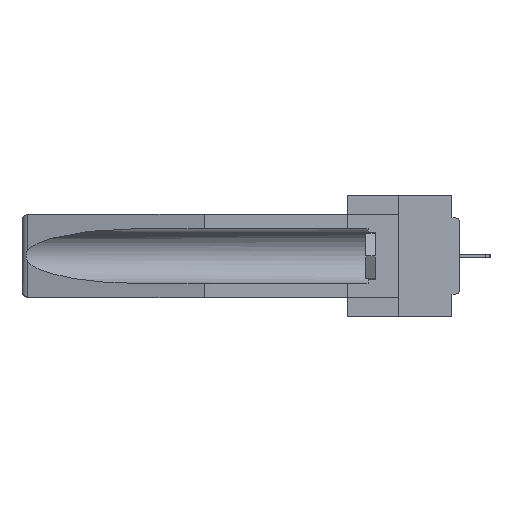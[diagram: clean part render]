
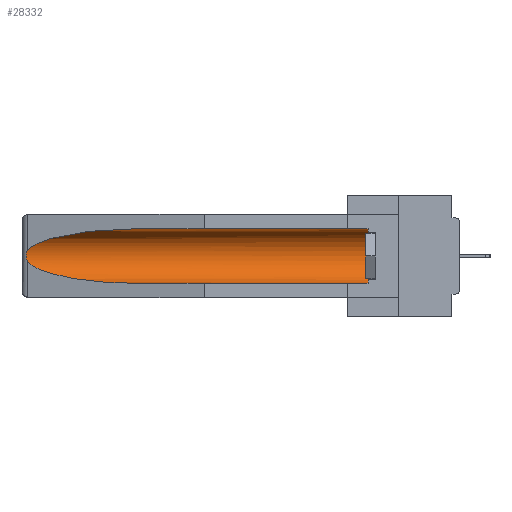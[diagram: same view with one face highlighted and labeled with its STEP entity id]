
A CAD part, left-side view. The second image highlights one B-rep face of the part: STEP entity #28332.
In plain terms, the highlighted cylindrical face has radius 2.857 mm (diameter 5.715 mm), a partial arc.
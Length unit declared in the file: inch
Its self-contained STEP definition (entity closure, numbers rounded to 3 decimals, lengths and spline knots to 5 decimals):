
#732 = CIRCLE ( 'NONE', #28675, 0.1125 ) ;
#1262 = EDGE_CURVE ( 'NONE', #30850, #5894, #11089, .T. ) ;
#1432 = VECTOR ( 'NONE', #5064, 39.37008 ) ;
#1449 = CARTESIAN_POINT ( 'NONE',  ( 0.155, 0.126, -0.059 ) ) ;
#1646 = LINE ( 'NONE', #7955, #15431 ) ;
#1680 =( BOUNDED_CURVE ( )  B_SPLINE_CURVE ( 3, ( #3938, #19447, #6546, #24706 ),
 .UNSPECIFIED., .F., .F. ) 
 B_SPLINE_CURVE_WITH_KNOTS ( ( 4, 4 ),
 ( 0.1948, 1.5708 ),
 .UNSPECIFIED. ) 
 CURVE ( )  GEOMETRIC_REPRESENTATION_ITEM ( )  RATIONAL_B_SPLINE_CURVE ( ( 1., 0.848, 0.848, 1. ) ) 
 REPRESENTATION_ITEM ( '' )  );
#2321 = VERTEX_POINT ( 'NONE', #18680 ) ;
#2335 = ORIENTED_EDGE ( 'NONE', *, *, #28806, .T. ) ;
#2833 = VERTEX_POINT ( 'NONE', #24978 ) ;
#3938 = CARTESIAN_POINT ( 'NONE',  ( 0.26537, 1.52718, -0.19328 ) ) ;
#5064 = DIRECTION ( 'NONE',  ( 0., 1., 0. ) ) ;
#5439 = B_SPLINE_CURVE_WITH_KNOTS ( 'NONE', 3,
 ( #30652, #15127, #25620, #10071, #28205, #12673, #30759, #15251, #33310, #17886 ),
 .UNSPECIFIED., .F., .F.,
 ( 4, 2, 2, 2, 4 ),
 ( 0., 0.00029, 0.00058, 0.00087, 0.00117 ),
 .UNSPECIFIED. ) ;
#5456 = DIRECTION ( 'NONE',  ( 0., 1., 0. ) ) ;
#5894 = VERTEX_POINT ( 'NONE', #28031 ) ;
#6546 = CARTESIAN_POINT ( 'NONE',  ( 0.21114, 1.30732, -0.284 ) ) ;
#6805 = FACE_OUTER_BOUND ( 'NONE', #19728, .T. ) ;
#7955 = CARTESIAN_POINT ( 'NONE',  ( 0.155, -0.30754, -0.284 ) ) ;
#8043 = DIRECTION ( 'NONE',  ( 0., 1., 0. ) ) ;
#8322 = LINE ( 'NONE', #20505, #1432 ) ;
#8554 = ORIENTED_EDGE ( 'NONE', *, *, #24304, .T. ) ;
#8924 = VERTEX_POINT ( 'NONE', #1449 ) ;
#8969 = ORIENTED_EDGE ( 'NONE', *, *, #1262, .T. ) ;
#10071 = CARTESIAN_POINT ( 'NONE',  ( 0.2673, 1.5327, -0.16383 ) ) ;
#10146 = CARTESIAN_POINT ( 'NONE',  ( 0.155, 1.07973, -0.059 ) ) ;
#11089 =( BOUNDED_CURVE ( )  B_SPLINE_CURVE ( 3, ( #10146, #26285, #18297, #11792 ),
 .UNSPECIFIED., .F., .F. ) 
 B_SPLINE_CURVE_WITH_KNOTS ( ( 4, 4 ),
 ( 4.71239, 6.08839 ),
 .UNSPECIFIED. ) 
 CURVE ( )  GEOMETRIC_REPRESENTATION_ITEM ( )  RATIONAL_B_SPLINE_CURVE ( ( 1., 0.848, 0.848, 1. ) ) 
 REPRESENTATION_ITEM ( '' )  );
#11693 = CARTESIAN_POINT ( 'NONE',  ( 0.155, 0.126, -0.1715 ) ) ;
#11792 = CARTESIAN_POINT ( 'NONE',  ( 0.26537, 1.52718, -0.14972 ) ) ;
#12673 = CARTESIAN_POINT ( 'NONE',  ( 0.2675, 1.53308, -0.17534 ) ) ;
#13250 = DIRECTION ( 'NONE',  ( 0., 0., 1. ) ) ;
#14262 = DIRECTION ( 'NONE',  ( 0., 0., 1. ) ) ;
#14851 = CARTESIAN_POINT ( 'NONE',  ( 0.26537, 1.52718, -0.19328 ) ) ;
#15127 = CARTESIAN_POINT ( 'NONE',  ( 0.26597, 1.52961, -0.15275 ) ) ;
#15251 = CARTESIAN_POINT ( 'NONE',  ( 0.26655, 1.53094, -0.18657 ) ) ;
#15431 = VECTOR ( 'NONE', #5456, 39.37008 ) ;
#15527 = ORIENTED_EDGE ( 'NONE', *, *, #18989, .T. ) ;
#17705 = EDGE_CURVE ( 'NONE', #2321, #2833, #1646, .T. ) ;
#17833 = ORIENTED_EDGE ( 'NONE', *, *, #32468, .T. ) ;
#17886 = CARTESIAN_POINT ( 'NONE',  ( 0.26537, 1.52718, -0.19328 ) ) ;
#18297 = CARTESIAN_POINT ( 'NONE',  ( 0.25451, 1.48313, -0.09465 ) ) ;
#18357 = AXIS2_PLACEMENT_3D ( 'NONE', #31341, #8043, #13250 ) ;
#18680 = CARTESIAN_POINT ( 'NONE',  ( 0.155, 0.126, -0.284 ) ) ;
#18989 = EDGE_CURVE ( 'NONE', #23831, #2833, #1680, .T. ) ;
#19447 = CARTESIAN_POINT ( 'NONE',  ( 0.25451, 1.48313, -0.24835 ) ) ;
#19728 = EDGE_LOOP ( 'NONE', ( #8969, #2335, #15527, #27149, #8554, #17833 ) ) ;
#20505 = CARTESIAN_POINT ( 'NONE',  ( 0.155, -0.30754, -0.059 ) ) ;
#23831 = VERTEX_POINT ( 'NONE', #14851 ) ;
#24304 = EDGE_CURVE ( 'NONE', #2321, #8924, #732, .T. ) ;
#24706 = CARTESIAN_POINT ( 'NONE',  ( 0.155, 1.07973, -0.284 ) ) ;
#24978 = CARTESIAN_POINT ( 'NONE',  ( 0.155, 1.07973, -0.284 ) ) ;
#25620 = CARTESIAN_POINT ( 'NONE',  ( 0.26654, 1.53092, -0.15636 ) ) ;
#25895 = CYLINDRICAL_SURFACE ( 'NONE', #18357, 0.1125 ) ;
#26285 = CARTESIAN_POINT ( 'NONE',  ( 0.21114, 1.30732, -0.059 ) ) ;
#27149 = ORIENTED_EDGE ( 'NONE', *, *, #17705, .F. ) ;
#27777 = CARTESIAN_POINT ( 'NONE',  ( 0.155, 1.07973, -0.059 ) ) ;
#28031 = CARTESIAN_POINT ( 'NONE',  ( 0.26537, 1.52718, -0.14972 ) ) ;
#28205 = CARTESIAN_POINT ( 'NONE',  ( 0.2675, 1.53308, -0.16763 ) ) ;
#28332 = ADVANCED_FACE ( 'NONE', ( #6805 ), #25895, .F. ) ;
#28675 = AXIS2_PLACEMENT_3D ( 'NONE', #11693, #29812, #14262 ) ;
#28806 = EDGE_CURVE ( 'NONE', #5894, #23831, #5439, .T. ) ;
#29812 = DIRECTION ( 'NONE',  ( 0., -1., 0. ) ) ;
#30652 = CARTESIAN_POINT ( 'NONE',  ( 0.26537, 1.52718, -0.14972 ) ) ;
#30759 = CARTESIAN_POINT ( 'NONE',  ( 0.2673, 1.53269, -0.17917 ) ) ;
#30850 = VERTEX_POINT ( 'NONE', #27777 ) ;
#31341 = CARTESIAN_POINT ( 'NONE',  ( 0.155, -0.30754, -0.1715 ) ) ;
#32468 = EDGE_CURVE ( 'NONE', #8924, #30850, #8322, .T. ) ;
#33310 = CARTESIAN_POINT ( 'NONE',  ( 0.26597, 1.5296, -0.19026 ) ) ;
